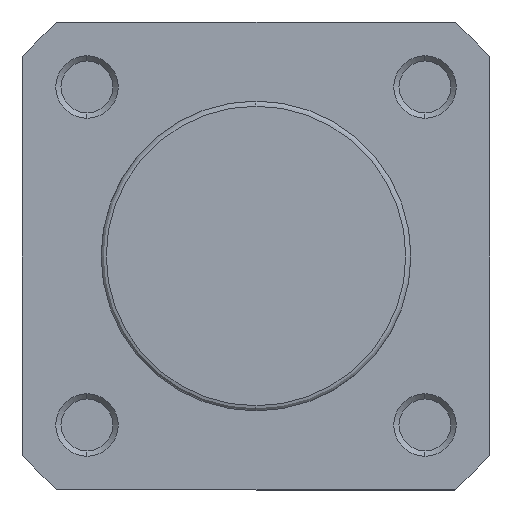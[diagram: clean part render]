
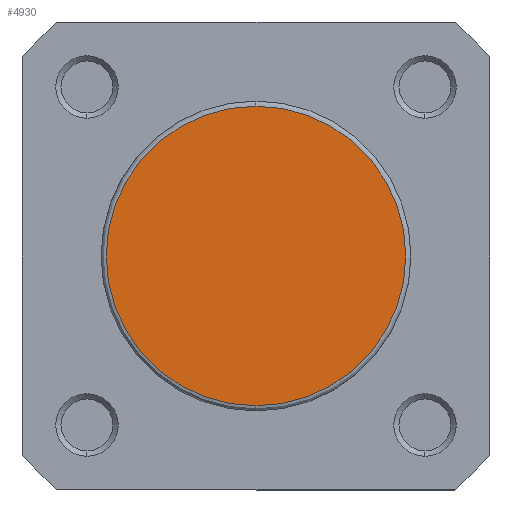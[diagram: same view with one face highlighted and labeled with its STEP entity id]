
A CAD part, left-side view. The second image highlights one B-rep face of the part: STEP entity #4930.
In plain terms, the highlighted planar face has unit normal (-1, 0, 0).
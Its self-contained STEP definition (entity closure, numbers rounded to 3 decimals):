
#121 = EDGE_CURVE ( 'NONE', #5311, #5310, #3954, .T. ) ;
#184 = EDGE_CURVE ( 'NONE', #5310, #5311, #4047, .T. ) ;
#553 = ORIENTED_EDGE ( 'NONE', *, *, #184, .T. ) ;
#554 = ORIENTED_EDGE ( 'NONE', *, *, #121, .T. ) ;
#1185 = EDGE_LOOP ( 'NONE', ( #554, #553 ) ) ;
#1399 = CARTESIAN_POINT ( 'NONE',  ( 0., 0., 0. ) ) ;
#1409 = DIRECTION ( 'NONE',  ( -1., 0., 0. ) ) ;
#1410 = DIRECTION ( 'NONE',  ( 0., 0., 1. ) ) ;
#1560 = CARTESIAN_POINT ( 'NONE',  ( 0., 0., 0. ) ) ;
#1566 = DIRECTION ( 'NONE',  ( -1., 0., 0. ) ) ;
#1567 = DIRECTION ( 'NONE',  ( 0., 0., 1. ) ) ;
#2696 = CARTESIAN_POINT ( 'NONE',  ( 0., -14.9, 0. ) ) ;
#2697 = PLANE ( 'NONE',  #3789 ) ;
#2698 = DIRECTION ( 'NONE',  ( -1., 0., 0. ) ) ;
#2699 = DIRECTION ( 'NONE',  ( 0., 0., 1. ) ) ;
#2968 = CARTESIAN_POINT ( 'NONE',  ( 0., 0., -14.4 ) ) ;
#2969 = CARTESIAN_POINT ( 'NONE',  ( 0., 0., 14.4 ) ) ;
#3485 = AXIS2_PLACEMENT_3D ( 'NONE', #1399, #1409, #1410 ) ;
#3517 = AXIS2_PLACEMENT_3D ( 'NONE', #1560, #1566, #1567 ) ;
#3789 = AXIS2_PLACEMENT_3D ( 'NONE', #2696, #2698, #2699 ) ;
#3954 = CIRCLE ( 'NONE', #3485, 14.4 ) ;
#4047 = CIRCLE ( 'NONE', #3517, 14.4 ) ;
#4660 = FACE_OUTER_BOUND ( 'NONE', #1185, .T. ) ;
#4930 = ADVANCED_FACE ( 'NONE', ( #4660 ), #2697, .T. ) ;
#5310 = VERTEX_POINT ( 'NONE', #2968 ) ;
#5311 = VERTEX_POINT ( 'NONE', #2969 ) ;
